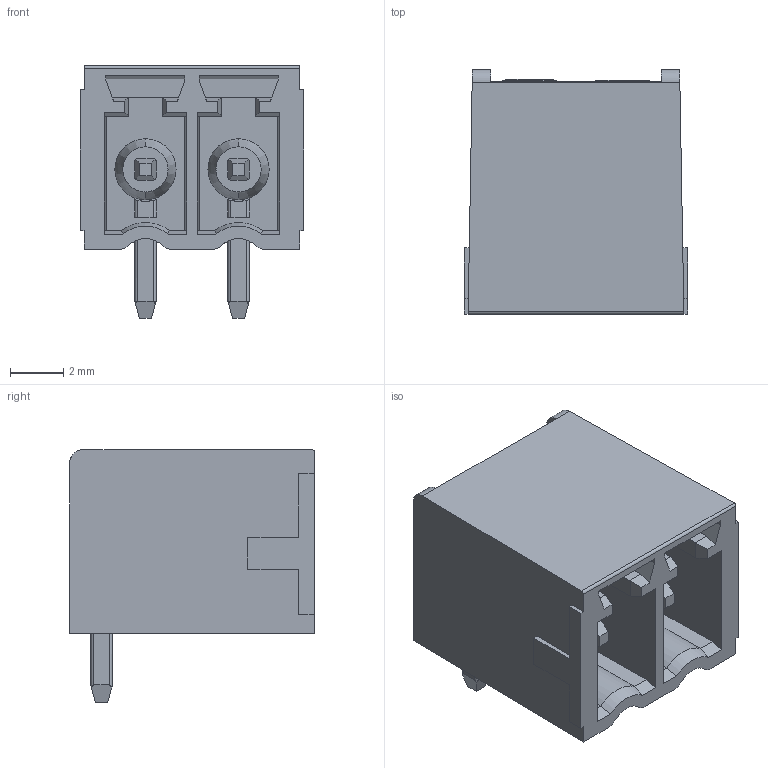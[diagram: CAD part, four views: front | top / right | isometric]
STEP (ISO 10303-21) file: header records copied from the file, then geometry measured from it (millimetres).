
FILE_DESCRIPTION(('Creo Elements/Direct Modeling STEP Export'),'2;1');
FILE_NAME('model.stp','2021-10-08T14:24:19',(''),(''),'Creo Elements/Direct Modeling STEP processor for AP214 (Solid Model)','Creo Elements/Direct Modeling 20.1D 10-Oct-2020 (C) Parametric Technology GmbH','');
FILE_SCHEMA(('AUTOMOTIVE_DESIGN { 1 0 10303 214 1 1 1 1 }'));
Length unit declared in the file: millimetre
Products named in the file (3): LP_MC_1_5_LH_STIFT_GURT_2; AT_MC_1_5_G_3_5_THR; MC_1.5_2-G-3.5_P26_THR
Assembly tree (3 placements, depth 2):
  MC_1.5_2-G-3.5_P26_THR
    AT_MC_1_5_G_3_5_THR
    LP_MC_1_5_LH_STIFT_GURT_2  x2
Bounding box: 8.39 x 9.2 x 9.5 mm (x, y, z)
Volume: 271.2 mm3; surface area: 801.7 mm2
Topology: 3 solids, 3 shells, 526 faces, 1469 edges, 966 vertices
Faces by surface type: plane 405, cylinder 99, torus 16, cone 6
Entity records: 20246 total; most frequent: CARTESIAN_POINT 3284, ORIENTED_EDGE 2786, DIRECTION 2542, EDGE_CURVE 1393, VECTOR 1168, LINE 1168, VERTEX_POINT 918, AXIS2_PLACEMENT_3D 687
